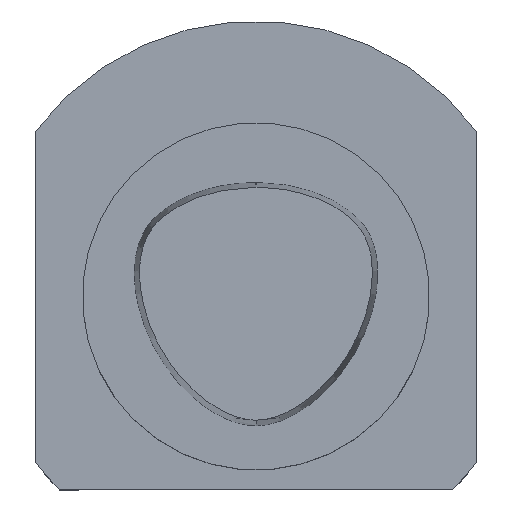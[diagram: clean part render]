
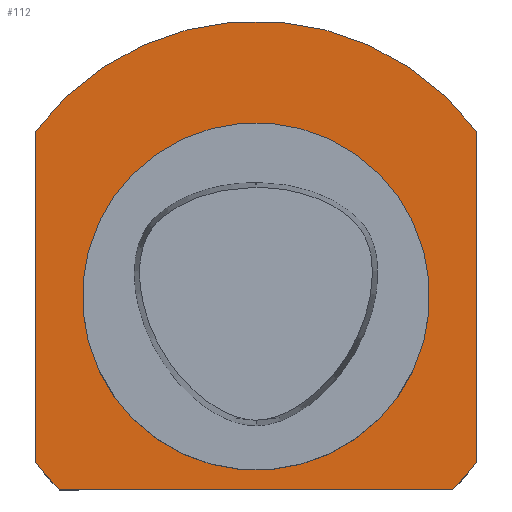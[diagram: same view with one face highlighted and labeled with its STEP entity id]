
A CAD part, top view. The second image highlights one B-rep face of the part: STEP entity #112.
In plain terms, the highlighted planar face has unit normal (0, 0, 1).
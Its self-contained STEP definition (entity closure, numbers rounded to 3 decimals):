
#112=ADVANCED_FACE('240[2]',(#283,#284),#285,.T.);
#131=EDGE_CURVE('240[2]',#279,#310,#311,.T.);
#159=EDGE_CURVE('240[2]',#327,#345,#346,.T.);
#165=EDGE_CURVE('240[2]',#310,#351,#354,.T.);
#193=EDGE_CURVE('240[2]',#351,#387,#388,.T.);
#207=EDGE_CURVE('240[2]',#406,#406,#407,.T.);
#212=EDGE_CURVE('240[2]',#345,#279,#413,.T.);
#218=EDGE_CURVE('240[2]',#387,#327,#419,.T.);
#279=VERTEX_POINT('',#534);
#283=FACE_OUTER_BOUND('',#540,.T.);
#284=FACE_BOUND('',#541,.T.);
#285=PLANE('',#542);
#310=VERTEX_POINT('',#658);
#311=LINE('',#659,#660);
#327=VERTEX_POINT('',#683);
#345=VERTEX_POINT('',#711);
#346=LINE('',#712,#713);
#351=VERTEX_POINT('',#721);
#354=CIRCLE('',#726,50.0);
#387=VERTEX_POINT('',#847);
#388=LINE('',#848,#849);
#406=VERTEX_POINT('',#876);
#407=CIRCLE('',#877,31.5);
#413=CIRCLE('',#885,50.0);
#419=CIRCLE('',#896,50.0);
#534=CARTESIAN_POINT('',(40.0,30.0,-22.0));
#540=EDGE_LOOP('',(#927,#928,#929,#930,#931,#932));
#541=EDGE_LOOP('',(#933));
#542=AXIS2_PLACEMENT_3D('',#934,#935,#936);
#658=CARTESIAN_POINT('',(40.0,-30.0,-22.0));
#659=CARTESIAN_POINT('',(40.0,34.137,-22.0));
#660=VECTOR('',#975,1.0);
#683=CARTESIAN_POINT('',(-40.,-30.,-22.0));
#711=CARTESIAN_POINT('',(-40.0,30.,-22.0));
#712=CARTESIAN_POINT('',(-40.,-17.5,-22.0));
#713=VECTOR('',#1014,1.0);
#721=CARTESIAN_POINT('',(35.707,-35.0,-22.0));
#726=AXIS2_PLACEMENT_3D('',#1017,#1018,#1019);
#847=CARTESIAN_POINT('',(-35.707,-35.,-22.0));
#848=CARTESIAN_POINT('',(40.0,-35.0,-22.0));
#849=VECTOR('',#1062,1.0);
#876=CARTESIAN_POINT('',(-22.274,22.274,-22.0));
#877=AXIS2_PLACEMENT_3D('',#1080,#1081,#1082);
#885=AXIS2_PLACEMENT_3D('',#1091,#1092,#1093);
#896=AXIS2_PLACEMENT_3D('',#1096,#1097,#1098);
#927=ORIENTED_EDGE('',*,*,#212,.F.);
#928=ORIENTED_EDGE('',*,*,#159,.F.);
#929=ORIENTED_EDGE('',*,*,#218,.F.);
#930=ORIENTED_EDGE('',*,*,#193,.F.);
#931=ORIENTED_EDGE('',*,*,#165,.F.);
#932=ORIENTED_EDGE('',*,*,#131,.F.);
#933=ORIENTED_EDGE('',*,*,#207,.T.);
#934=CARTESIAN_POINT('',(40.0,0.0,-22.0));
#935=DIRECTION('',(0.0,0.0,1.0));
#936=DIRECTION('',(1.0,-0.0,0.0));
#975=DIRECTION('',(0.0,-1.0,0.0));
#1014=DIRECTION('',(0.0,1.0,-0.0));
#1017=CARTESIAN_POINT('',(0.,0.,-22.0));
#1018=DIRECTION('',(-0.0,-0.0,-1.0));
#1019=DIRECTION('',(0.0,-1.0,0.0));
#1062=DIRECTION('',(-1.0,0.0,0.0));
#1080=CARTESIAN_POINT('',(0.,0.,-22.0));
#1081=DIRECTION('',(0.0,-0.0,-1.0));
#1082=DIRECTION('',(0.707,-0.707,0.0));
#1091=CARTESIAN_POINT('',(0.,0.,-22.0));
#1092=DIRECTION('',(-0.0,-0.0,-1.0));
#1093=DIRECTION('',(0.0,-1.0,0.0));
#1096=CARTESIAN_POINT('',(0.,0.,-22.0));
#1097=DIRECTION('',(-0.0,-0.0,-1.0));
#1098=DIRECTION('',(0.0,-1.0,0.0));
